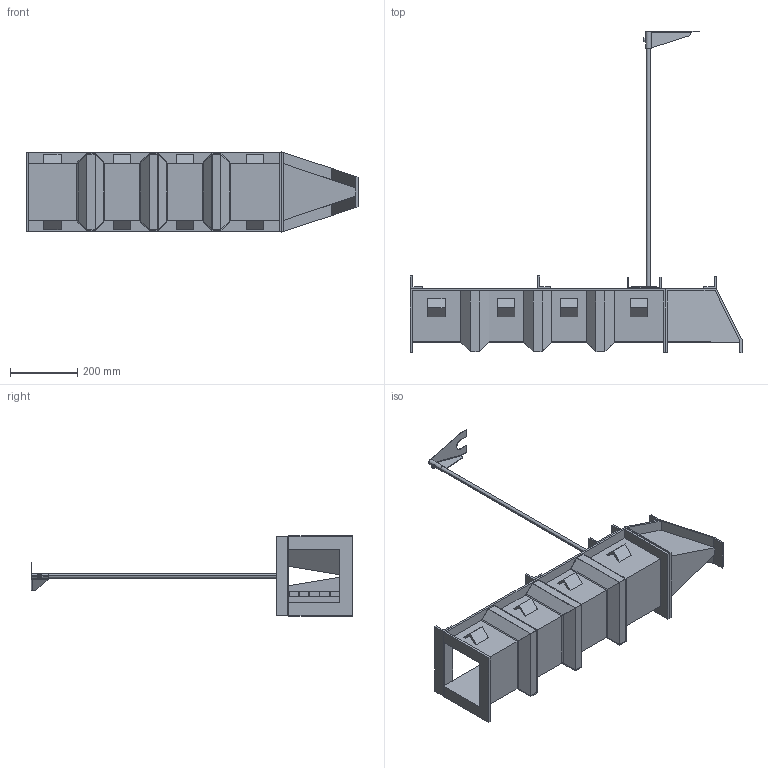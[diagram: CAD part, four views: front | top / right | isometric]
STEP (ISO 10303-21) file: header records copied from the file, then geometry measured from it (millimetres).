
FILE_DESCRIPTION (( 'STEP AP214' ), '1' );
FILE_NAME ('0.5HS Flume Assem1 with options.STEP', '2020-09-09T13:07:16', ( '' ), ( '' ), 'SwSTEP 2.0', 'SolidWorks 2020', '' );
FILE_SCHEMA (( 'AUTOMOTIVE_DESIGN' ));
Length unit declared in the file: inch
Products named in the file (12): 0.5H   Rev Abase plate; 0.5H   Rev ATop Bracket Tube; hex nut_ai_HNUT 0.2500-20-D-N; 0.5H   Rev ATop Bracket Assembly; 0.5H   C Channel Ultrasonic Bkt_0.4HS Flume; 0.5HS Flume Assem1 with options; Copy of 49976 Rev Ashaft^0.5HS Flume Ultrasonic Transducer Assy; 0.5HS Flume Ultrasonic Transducer Assy_0.4HS Flume; HS Flume_0.50'' HS FLUME - with option; 0.5H   Rev ATop Bracket Rev A sheet metal; Parshall Staff Gauge_English Staff Gauge - .5ft; HS Flume ApproacH Section_Default<As Machined>
Assembly tree (11 placements, depth 4):
  0.5HS Flume Assem1 with options
    HS Flume_0.50'' HS FLUME - with option
    HS Flume ApproacH Section_Default<As Machined>
    0.5HS Flume Ultrasonic Transducer Assy_0.4HS Flume
      0.5H   Rev Abase plate
      Copy of 49976 Rev Ashaft^0.5HS Flume Ultrasonic Transducer Assy
      0.5H   Rev ATop Bracket Assembly
        hex nut_ai_HNUT 0.2500-20-D-N
        0.5H   Rev ATop Bracket Tube
        0.5H   Rev ATop Bracket Rev A sheet metal
      0.5H   C Channel Ultrasonic Bkt_0.4HS Flume
    Parshall Staff Gauge_English Staff Gauge - .5ft
Bounding box: 990.6 x 958.9 x 240.34 mm (x, y, z)
Volume: 4825441.8 mm3; surface area: 2128283 mm2
Topology: 32 solids, 32 shells, 350 faces, 832 edges, 544 vertices
Faces by surface type: plane 307, cylinder 25, cone 16, bspline 2
Entity records: 12567 total; most frequent: CARTESIAN_POINT 2176, ORIENTED_EDGE 1664, DIRECTION 1574, EDGE_CURVE 832, LINE 742, VECTOR 742, VERTEX_POINT 544, AXIS2_PLACEMENT_3D 416
